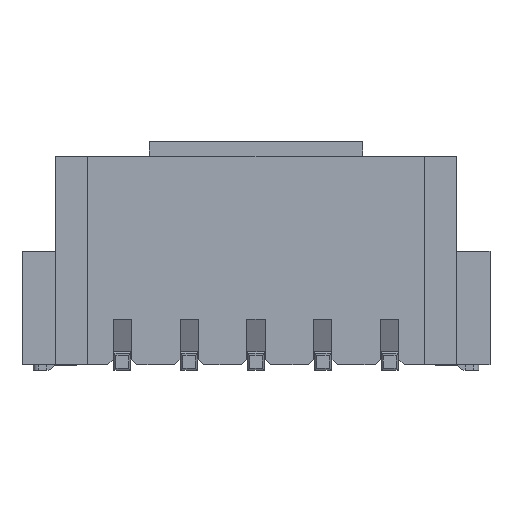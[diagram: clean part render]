
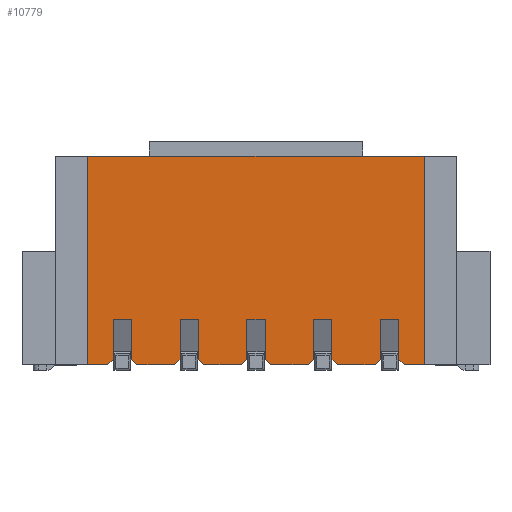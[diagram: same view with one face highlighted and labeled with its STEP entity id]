
A CAD part, top view. The second image highlights one B-rep face of the part: STEP entity #10779.
In plain terms, the highlighted planar face has unit normal (0, 0, 1).
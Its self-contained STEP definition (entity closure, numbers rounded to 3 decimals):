
#2721=DIRECTION('',(-0.707,-0.707,0.));
#2722=VECTOR('',#2721,0.283);
#2723=CARTESIAN_POINT('',(-9.09,-7.6,5.7));
#2724=LINE('',#2723,#2722);
#2725=DIRECTION('',(-1.,0.,0.));
#2726=VECTOR('',#2725,1.42);
#2727=CARTESIAN_POINT('',(-9.29,-7.8,5.7));
#2728=LINE('',#2727,#2726);
#2729=DIRECTION('',(-0.707,0.707,0.));
#2730=VECTOR('',#2729,0.283);
#2731=CARTESIAN_POINT('',(-10.71,-7.8,5.7));
#2732=LINE('',#2731,#2730);
#2733=DIRECTION('',(-0.707,-0.707,0.));
#2734=VECTOR('',#2733,0.283);
#2735=CARTESIAN_POINT('',(-11.59,-7.6,5.7));
#2736=LINE('',#2735,#2734);
#2737=DIRECTION('',(-1.,0.,0.));
#2738=VECTOR('',#2737,0.76);
#2739=CARTESIAN_POINT('',(-11.79,-7.8,5.7));
#2740=LINE('',#2739,#2738);
#2741=DIRECTION('',(-1.,0.,0.));
#2742=VECTOR('',#2741,0.76);
#2743=CARTESIAN_POINT('',(0.05,-7.8,5.7));
#2744=LINE('',#2743,#2742);
#2745=DIRECTION('',(-0.707,0.707,0.));
#2746=VECTOR('',#2745,0.283);
#2747=CARTESIAN_POINT('',(-0.71,-7.8,5.7));
#2748=LINE('',#2747,#2746);
#2749=DIRECTION('',(-0.707,-0.707,0.));
#2750=VECTOR('',#2749,0.283);
#2751=CARTESIAN_POINT('',(-1.59,-7.6,5.7));
#2752=LINE('',#2751,#2750);
#2753=DIRECTION('',(-1.,0.,0.));
#2754=VECTOR('',#2753,1.42);
#2755=CARTESIAN_POINT('',(-1.79,-7.8,5.7));
#2756=LINE('',#2755,#2754);
#2757=DIRECTION('',(-0.707,0.707,0.));
#2758=VECTOR('',#2757,0.283);
#2759=CARTESIAN_POINT('',(-3.21,-7.8,5.7));
#2760=LINE('',#2759,#2758);
#2761=DIRECTION('',(-0.707,-0.707,0.));
#2762=VECTOR('',#2761,0.283);
#2763=CARTESIAN_POINT('',(-4.09,-7.6,5.7));
#2764=LINE('',#2763,#2762);
#2765=DIRECTION('',(-1.,0.,0.));
#2766=VECTOR('',#2765,1.42);
#2767=CARTESIAN_POINT('',(-4.29,-7.8,5.7));
#2768=LINE('',#2767,#2766);
#2769=DIRECTION('',(-0.707,0.707,0.));
#2770=VECTOR('',#2769,0.283);
#2771=CARTESIAN_POINT('',(-5.71,-7.8,5.7));
#2772=LINE('',#2771,#2770);
#2773=DIRECTION('',(-0.707,-0.707,0.));
#2774=VECTOR('',#2773,0.283);
#2775=CARTESIAN_POINT('',(-6.59,-7.6,5.7));
#2776=LINE('',#2775,#2774);
#2777=DIRECTION('',(-1.,0.,0.));
#2778=VECTOR('',#2777,1.42);
#2779=CARTESIAN_POINT('',(-6.79,-7.8,5.7));
#2780=LINE('',#2779,#2778);
#2781=DIRECTION('',(-0.707,0.707,0.));
#2782=VECTOR('',#2781,0.283);
#2783=CARTESIAN_POINT('',(-8.21,-7.8,5.7));
#2784=LINE('',#2783,#2782);
#2793=DIRECTION('',(0.,1.,0.));
#2794=VECTOR('',#2793,1.5);
#2795=CARTESIAN_POINT('',(-9.09,-7.6,5.7));
#2796=LINE('',#2795,#2794);
#2809=DIRECTION('',(1.,0.,0.));
#2810=VECTOR('',#2809,0.68);
#2811=CARTESIAN_POINT('',(-9.09,-6.1,5.7));
#2812=LINE('',#2811,#2810);
#2817=DIRECTION('',(1.,0.,0.));
#2818=VECTOR('',#2817,0.68);
#2819=CARTESIAN_POINT('',(-6.59,-6.1,5.7));
#2820=LINE('',#2819,#2818);
#2825=DIRECTION('',(1.,0.,0.));
#2826=VECTOR('',#2825,0.68);
#2827=CARTESIAN_POINT('',(-4.09,-6.1,5.7));
#2828=LINE('',#2827,#2826);
#2833=DIRECTION('',(1.,0.,0.));
#2834=VECTOR('',#2833,0.68);
#2835=CARTESIAN_POINT('',(-1.59,-6.1,5.7));
#2836=LINE('',#2835,#2834);
#2845=DIRECTION('',(1.,0.,0.));
#2846=VECTOR('',#2845,0.68);
#2847=CARTESIAN_POINT('',(-11.59,-6.1,5.7));
#2848=LINE('',#2847,#2846);
#2873=DIRECTION('',(0.,-1.,0.));
#2874=VECTOR('',#2873,1.5);
#2875=CARTESIAN_POINT('',(-10.91,-6.1,5.7));
#2876=LINE('',#2875,#2874);
#2889=DIRECTION('',(0.,-1.,0.));
#2890=VECTOR('',#2889,1.5);
#2891=CARTESIAN_POINT('',(-8.41,-6.1,5.7));
#2892=LINE('',#2891,#2890);
#2921=DIRECTION('',(0.,1.,0.));
#2922=VECTOR('',#2921,1.5);
#2923=CARTESIAN_POINT('',(-6.59,-7.6,5.7));
#2924=LINE('',#2923,#2922);
#2941=DIRECTION('',(0.,-1.,0.));
#2942=VECTOR('',#2941,1.5);
#2943=CARTESIAN_POINT('',(-5.91,-6.1,5.7));
#2944=LINE('',#2943,#2942);
#2973=DIRECTION('',(0.,1.,0.));
#2974=VECTOR('',#2973,1.5);
#2975=CARTESIAN_POINT('',(-4.09,-7.6,5.7));
#2976=LINE('',#2975,#2974);
#2993=DIRECTION('',(0.,-1.,0.));
#2994=VECTOR('',#2993,1.5);
#2995=CARTESIAN_POINT('',(-3.41,-6.1,5.7));
#2996=LINE('',#2995,#2994);
#3025=DIRECTION('',(0.,1.,0.));
#3026=VECTOR('',#3025,1.5);
#3027=CARTESIAN_POINT('',(-1.59,-7.6,5.7));
#3028=LINE('',#3027,#3026);
#3045=DIRECTION('',(0.,-1.,0.));
#3046=VECTOR('',#3045,1.5);
#3047=CARTESIAN_POINT('',(-0.91,-6.1,5.7));
#3048=LINE('',#3047,#3046);
#3077=DIRECTION('',(0.,1.,0.));
#3078=VECTOR('',#3077,7.8);
#3079=CARTESIAN_POINT('',(0.05,-7.8,5.7));
#3080=LINE('',#3079,#3078);
#3101=DIRECTION('',(-1.,0.,0.));
#3102=VECTOR('',#3101,12.6);
#3103=CARTESIAN_POINT('',(0.05,0.,5.7));
#3104=LINE('',#3103,#3102);
#4561=DIRECTION('',(0.,-1.,0.));
#4562=VECTOR('',#4561,7.8);
#4563=CARTESIAN_POINT('',(-12.55,0.,5.7));
#4564=LINE('',#4563,#4562);
#4589=DIRECTION('',(0.,1.,0.));
#4590=VECTOR('',#4589,1.5);
#4591=CARTESIAN_POINT('',(-11.59,-7.6,5.7));
#4592=LINE('',#4591,#4590);
#5285=CARTESIAN_POINT('',(-9.29,-7.8,5.7));
#5287=VERTEX_POINT('',#5285);
#5290=CARTESIAN_POINT('',(-10.71,-7.8,5.7));
#5291=VERTEX_POINT('',#5290);
#5292=CARTESIAN_POINT('',(-8.21,-7.8,5.7));
#5294=VERTEX_POINT('',#5292);
#5296=CARTESIAN_POINT('',(-6.79,-7.8,5.7));
#5297=VERTEX_POINT('',#5296);
#5300=CARTESIAN_POINT('',(-5.71,-7.8,5.7));
#5302=VERTEX_POINT('',#5300);
#5304=CARTESIAN_POINT('',(-4.29,-7.8,5.7));
#5305=VERTEX_POINT('',#5304);
#5308=CARTESIAN_POINT('',(-3.21,-7.8,5.7));
#5310=VERTEX_POINT('',#5308);
#5312=CARTESIAN_POINT('',(-1.79,-7.8,5.7));
#5313=VERTEX_POINT('',#5312);
#5324=CARTESIAN_POINT('',(-12.55,-7.8,5.7));
#5325=VERTEX_POINT('',#5324);
#5326=CARTESIAN_POINT('',(-11.79,-7.8,5.7));
#5327=VERTEX_POINT('',#5326);
#5340=CARTESIAN_POINT('',(-0.71,-7.8,5.7));
#5341=VERTEX_POINT('',#5340);
#5342=CARTESIAN_POINT('',(0.05,-7.8,5.7));
#5343=VERTEX_POINT('',#5342);
#5356=CARTESIAN_POINT('',(-9.09,-7.6,5.7));
#5357=VERTEX_POINT('',#5356);
#5358=CARTESIAN_POINT('',(-10.91,-7.6,5.7));
#5359=VERTEX_POINT('',#5358);
#5360=CARTESIAN_POINT('',(-10.91,-6.1,5.7));
#5361=VERTEX_POINT('',#5360);
#5362=CARTESIAN_POINT('',(-11.59,-6.1,5.7));
#5363=VERTEX_POINT('',#5362);
#5364=CARTESIAN_POINT('',(-11.59,-7.6,5.7));
#5365=VERTEX_POINT('',#5364);
#5366=CARTESIAN_POINT('',(-12.55,0.,5.7));
#5367=VERTEX_POINT('',#5366);
#5368=CARTESIAN_POINT('',(0.05,0.,5.7));
#5369=VERTEX_POINT('',#5368);
#5370=CARTESIAN_POINT('',(-0.91,-7.6,5.7));
#5371=VERTEX_POINT('',#5370);
#5372=CARTESIAN_POINT('',(-0.91,-6.1,5.7));
#5373=VERTEX_POINT('',#5372);
#5374=CARTESIAN_POINT('',(-1.59,-6.1,5.7));
#5375=VERTEX_POINT('',#5374);
#5376=CARTESIAN_POINT('',(-1.59,-7.6,5.7));
#5377=VERTEX_POINT('',#5376);
#5378=CARTESIAN_POINT('',(-3.41,-7.6,5.7));
#5379=VERTEX_POINT('',#5378);
#5380=CARTESIAN_POINT('',(-3.41,-6.1,5.7));
#5381=VERTEX_POINT('',#5380);
#5382=CARTESIAN_POINT('',(-4.09,-6.1,5.7));
#5383=VERTEX_POINT('',#5382);
#5384=CARTESIAN_POINT('',(-4.09,-7.6,5.7));
#5385=VERTEX_POINT('',#5384);
#5386=CARTESIAN_POINT('',(-5.91,-7.6,5.7));
#5387=VERTEX_POINT('',#5386);
#5388=CARTESIAN_POINT('',(-5.91,-6.1,5.7));
#5389=VERTEX_POINT('',#5388);
#5390=CARTESIAN_POINT('',(-6.59,-6.1,5.7));
#5391=VERTEX_POINT('',#5390);
#5392=CARTESIAN_POINT('',(-6.59,-7.6,5.7));
#5393=VERTEX_POINT('',#5392);
#5394=CARTESIAN_POINT('',(-8.41,-7.6,5.7));
#5395=VERTEX_POINT('',#5394);
#5396=CARTESIAN_POINT('',(-8.41,-6.1,5.7));
#5397=VERTEX_POINT('',#5396);
#5398=CARTESIAN_POINT('',(-9.09,-6.1,5.7));
#5399=VERTEX_POINT('',#5398);
#10706=CARTESIAN_POINT('',(-6.25,-3.9,5.7));
#10707=DIRECTION('',(0.,0.,1.));
#10708=DIRECTION('',(1.,0.,0.));
#10709=AXIS2_PLACEMENT_3D('',#10706,#10707,#10708);
#10710=PLANE('',#10709);
#10712=ORIENTED_EDGE('',*,*,#10711,.T.);
#10714=ORIENTED_EDGE('',*,*,#10713,.T.);
#10716=ORIENTED_EDGE('',*,*,#10715,.T.);
#10718=ORIENTED_EDGE('',*,*,#10717,.F.);
#10720=ORIENTED_EDGE('',*,*,#10719,.F.);
#10722=ORIENTED_EDGE('',*,*,#10721,.F.);
#10723=ORIENTED_EDGE('',*,*,#10697,.T.);
#10724=ORIENTED_EDGE('',*,*,#6945,.T.);
#10726=ORIENTED_EDGE('',*,*,#10725,.F.);
#10728=ORIENTED_EDGE('',*,*,#10727,.F.);
#10730=ORIENTED_EDGE('',*,*,#10729,.F.);
#10732=ORIENTED_EDGE('',*,*,#10731,.T.);
#10734=ORIENTED_EDGE('',*,*,#10733,.T.);
#10736=ORIENTED_EDGE('',*,*,#10735,.F.);
#10738=ORIENTED_EDGE('',*,*,#10737,.F.);
#10740=ORIENTED_EDGE('',*,*,#10739,.F.);
#10742=ORIENTED_EDGE('',*,*,#10741,.T.);
#10744=ORIENTED_EDGE('',*,*,#10743,.T.);
#10746=ORIENTED_EDGE('',*,*,#10745,.T.);
#10748=ORIENTED_EDGE('',*,*,#10747,.F.);
#10750=ORIENTED_EDGE('',*,*,#10749,.F.);
#10752=ORIENTED_EDGE('',*,*,#10751,.F.);
#10754=ORIENTED_EDGE('',*,*,#10753,.T.);
#10756=ORIENTED_EDGE('',*,*,#10755,.T.);
#10758=ORIENTED_EDGE('',*,*,#10757,.T.);
#10760=ORIENTED_EDGE('',*,*,#10759,.F.);
#10762=ORIENTED_EDGE('',*,*,#10761,.F.);
#10764=ORIENTED_EDGE('',*,*,#10763,.F.);
#10766=ORIENTED_EDGE('',*,*,#10765,.T.);
#10768=ORIENTED_EDGE('',*,*,#10767,.T.);
#10770=ORIENTED_EDGE('',*,*,#10769,.T.);
#10772=ORIENTED_EDGE('',*,*,#10771,.F.);
#10774=ORIENTED_EDGE('',*,*,#10773,.F.);
#10776=ORIENTED_EDGE('',*,*,#10775,.F.);
#10777=EDGE_LOOP('',(#10712,#10714,#10716,#10718,#10720,#10722,#10723,#10724,
#10726,#10728,#10730,#10732,#10734,#10736,#10738,#10740,#10742,#10744,#10746,
#10748,#10750,#10752,#10754,#10756,#10758,#10760,#10762,#10764,#10766,#10768,
#10770,#10772,#10774,#10776));
#10778=FACE_OUTER_BOUND('',#10777,.F.);
#6945=EDGE_CURVE('',#5327,#5325,#2740,.T.);
#10697=EDGE_CURVE('',#5365,#5327,#2736,.T.);
#10711=EDGE_CURVE('',#5357,#5287,#2724,.T.);
#10713=EDGE_CURVE('',#5287,#5291,#2728,.T.);
#10715=EDGE_CURVE('',#5291,#5359,#2732,.T.);
#10717=EDGE_CURVE('',#5361,#5359,#2876,.T.);
#10719=EDGE_CURVE('',#5363,#5361,#2848,.T.);
#10721=EDGE_CURVE('',#5365,#5363,#4592,.T.);
#10725=EDGE_CURVE('',#5367,#5325,#4564,.T.);
#10727=EDGE_CURVE('',#5369,#5367,#3104,.T.);
#10729=EDGE_CURVE('',#5343,#5369,#3080,.T.);
#10731=EDGE_CURVE('',#5343,#5341,#2744,.T.);
#10733=EDGE_CURVE('',#5341,#5371,#2748,.T.);
#10735=EDGE_CURVE('',#5373,#5371,#3048,.T.);
#10737=EDGE_CURVE('',#5375,#5373,#2836,.T.);
#10739=EDGE_CURVE('',#5377,#5375,#3028,.T.);
#10741=EDGE_CURVE('',#5377,#5313,#2752,.T.);
#10743=EDGE_CURVE('',#5313,#5310,#2756,.T.);
#10745=EDGE_CURVE('',#5310,#5379,#2760,.T.);
#10747=EDGE_CURVE('',#5381,#5379,#2996,.T.);
#10749=EDGE_CURVE('',#5383,#5381,#2828,.T.);
#10751=EDGE_CURVE('',#5385,#5383,#2976,.T.);
#10753=EDGE_CURVE('',#5385,#5305,#2764,.T.);
#10755=EDGE_CURVE('',#5305,#5302,#2768,.T.);
#10757=EDGE_CURVE('',#5302,#5387,#2772,.T.);
#10759=EDGE_CURVE('',#5389,#5387,#2944,.T.);
#10761=EDGE_CURVE('',#5391,#5389,#2820,.T.);
#10763=EDGE_CURVE('',#5393,#5391,#2924,.T.);
#10765=EDGE_CURVE('',#5393,#5297,#2776,.T.);
#10767=EDGE_CURVE('',#5297,#5294,#2780,.T.);
#10769=EDGE_CURVE('',#5294,#5395,#2784,.T.);
#10771=EDGE_CURVE('',#5397,#5395,#2892,.T.);
#10773=EDGE_CURVE('',#5399,#5397,#2812,.T.);
#10775=EDGE_CURVE('',#5357,#5399,#2796,.T.);
#10779=ADVANCED_FACE('',(#10778),#10710,.T.);
